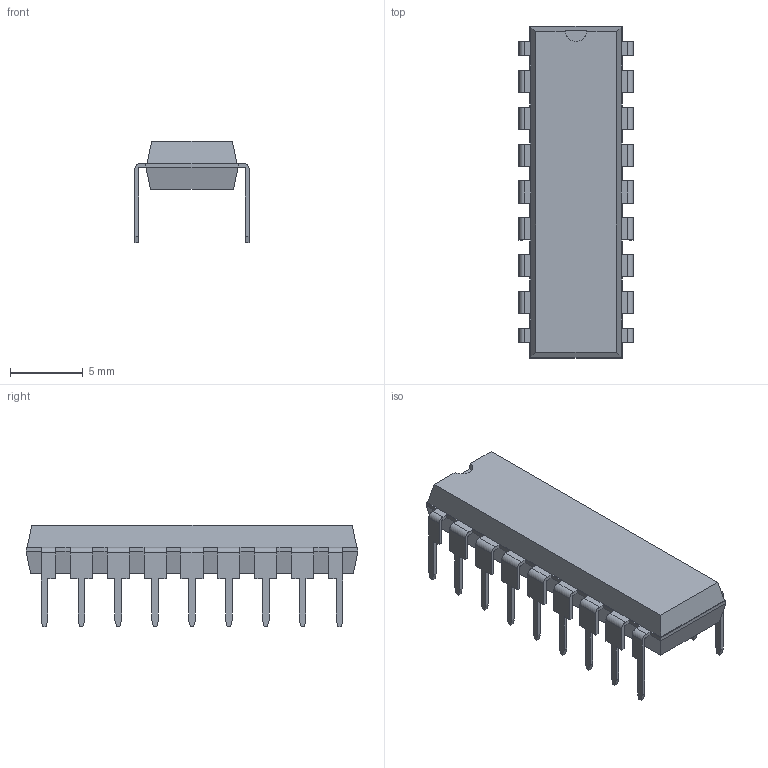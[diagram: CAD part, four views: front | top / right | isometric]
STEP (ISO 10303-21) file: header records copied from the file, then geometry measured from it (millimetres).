
FILE_DESCRIPTION(/* description */ ('model of DIP-18_W7.62mm'),/* implementation_level */ '2;1');
FILE_NAME(/* name */ 'DIP-18_W7.62mm.step',/* time_stamp */ '2017-03-07T01:33:45',/* author */ ('kicad StepUp','ksu'),/* organization */ ('FreeCAD'),/* preprocessor_version */ 'OCC',/* originating_system */ 'kicad StepUp',/* authorisation */ '');
FILE_SCHEMA(('AUTOMOTIVE_DESIGN_CC2 { 1 2 10303 214 -1 1 5 4 }'));
Length unit declared in the file: millimetre
Products named in the file (1): DIP-18_W7.62mm
Bounding box: 7.87 x 22.86 x 6.98 mm (x, y, z)
Volume: 466.8 mm3; surface area: 680.2 mm2
Topology: 1 solids, 1 shells, 318 faces, 866 edges, 550 vertices
Faces by surface type: plane 251, cylinder 37, bspline 30
Entity records: 12307 total; most frequent: CARTESIAN_POINT 2141, ORIENTED_EDGE 1732, DIRECTION 1501, EDGE_CURVE 866, LINE 771, VECTOR 771, VERTEX_POINT 550, AXIS2_PLACEMENT_3D 365
